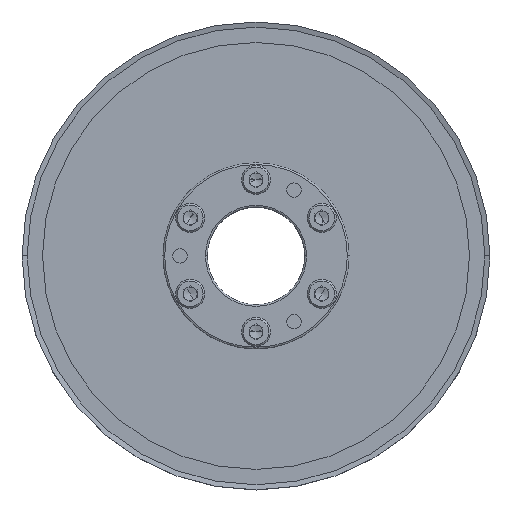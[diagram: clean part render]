
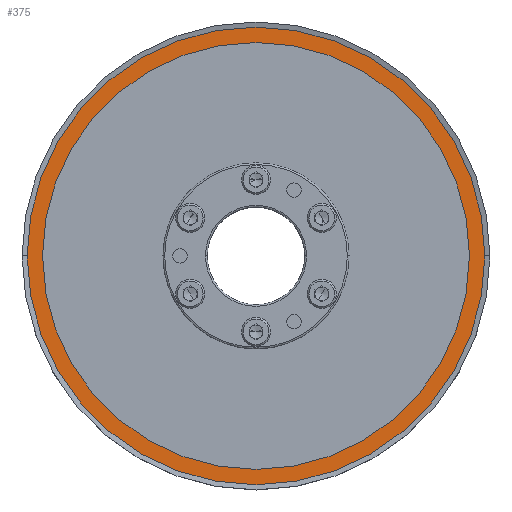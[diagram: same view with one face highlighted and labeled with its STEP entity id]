
A CAD part, top view. The second image highlights one B-rep face of the part: STEP entity #375.
In plain terms, the highlighted planar face has unit normal (0, 0, 1).
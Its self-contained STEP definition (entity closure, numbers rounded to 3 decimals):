
#375 = ADVANCED_FACE ( 'NONE', ( #1127, #17968 ), #1020, .T. ) ;
#1020 = PLANE ( 'NONE',  #3085 ) ;
#1127 = FACE_OUTER_BOUND ( 'NONE', #21830, .T. ) ;
#1332 = AXIS2_PLACEMENT_3D ( 'NONE', #12304, #19055, #14052 ) ;
#1692 = AXIS2_PLACEMENT_3D ( 'NONE', #3996, #9300, #7741 ) ;
#2052 = CIRCLE ( 'NONE', #15502, 67. ) ;
#2845 = VERTEX_POINT ( 'NONE', #12141 ) ;
#3085 = AXIS2_PLACEMENT_3D ( 'NONE', #9320, #11008, #6334 ) ;
#3802 = EDGE_CURVE ( 'NONE', #6866, #17690, #8037, .T. ) ;
#3942 = EDGE_CURVE ( 'NONE', #17690, #6866, #2052, .T. ) ;
#3953 = DIRECTION ( 'NONE',  ( 1., 0., 0. ) ) ;
#3984 = VERTEX_POINT ( 'NONE', #19002 ) ;
#3996 = CARTESIAN_POINT ( 'NONE',  ( 0., 0., 21.1 ) ) ;
#4804 = ORIENTED_EDGE ( 'NONE', *, *, #3942, .T. ) ;
#6334 = DIRECTION ( 'NONE',  ( 1., 0., 0. ) ) ;
#6866 = VERTEX_POINT ( 'NONE', #7710 ) ;
#7710 = CARTESIAN_POINT ( 'NONE',  ( 67., 0., 21.1 ) ) ;
#7741 = DIRECTION ( 'NONE',  ( 1., 0., 0. ) ) ;
#7994 = CARTESIAN_POINT ( 'NONE',  ( -67., 0., 21.1 ) ) ;
#8037 = CIRCLE ( 'NONE', #1332, 67. ) ;
#8136 = EDGE_CURVE ( 'NONE', #3984, #2845, #8417, .T. ) ;
#8417 = CIRCLE ( 'NONE', #1692, 62.5 ) ;
#9300 = DIRECTION ( 'NONE',  ( 0., 0., 1. ) ) ;
#9320 = CARTESIAN_POINT ( 'NONE',  ( 0., 0., 21.1 ) ) ;
#9865 = EDGE_LOOP ( 'NONE', ( #18822, #18358 ) ) ;
#11008 = DIRECTION ( 'NONE',  ( 0., 0., 1. ) ) ;
#12141 = CARTESIAN_POINT ( 'NONE',  ( -62.5, 0., 21.1 ) ) ;
#12272 = EDGE_CURVE ( 'NONE', #2845, #3984, #12768, .T. ) ;
#12277 = DIRECTION ( 'NONE',  ( 0., 0., 1. ) ) ;
#12304 = CARTESIAN_POINT ( 'NONE',  ( 0., 0., 21.1 ) ) ;
#12429 = AXIS2_PLACEMENT_3D ( 'NONE', #14023, #12277, #3953 ) ;
#12768 = CIRCLE ( 'NONE', #12429, 62.5 ) ;
#13423 = ORIENTED_EDGE ( 'NONE', *, *, #3802, .T. ) ;
#14023 = CARTESIAN_POINT ( 'NONE',  ( 0., 0., 21.1 ) ) ;
#14052 = DIRECTION ( 'NONE',  ( 1., 0., 0. ) ) ;
#15131 = DIRECTION ( 'NONE',  ( 1., 0., 0. ) ) ;
#15502 = AXIS2_PLACEMENT_3D ( 'NONE', #21416, #21657, #15131 ) ;
#17690 = VERTEX_POINT ( 'NONE', #7994 ) ;
#17968 = FACE_BOUND ( 'NONE', #9865, .T. ) ;
#18358 = ORIENTED_EDGE ( 'NONE', *, *, #12272, .F. ) ;
#18822 = ORIENTED_EDGE ( 'NONE', *, *, #8136, .F. ) ;
#19002 = CARTESIAN_POINT ( 'NONE',  ( 62.5, 0., 21.1 ) ) ;
#19055 = DIRECTION ( 'NONE',  ( 0., 0., 1. ) ) ;
#21416 = CARTESIAN_POINT ( 'NONE',  ( 0., 0., 21.1 ) ) ;
#21657 = DIRECTION ( 'NONE',  ( 0., 0., 1. ) ) ;
#21830 = EDGE_LOOP ( 'NONE', ( #13423, #4804 ) ) ;
